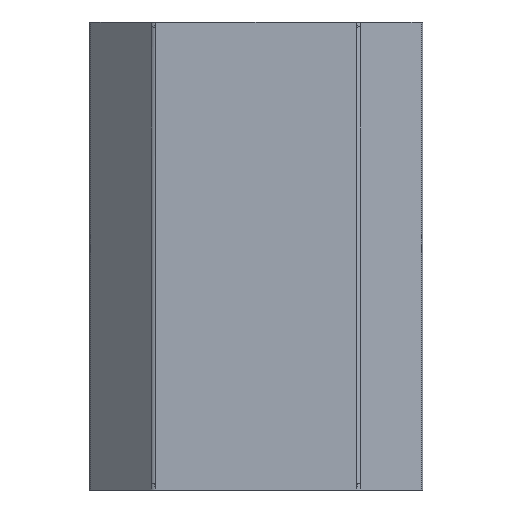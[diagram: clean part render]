
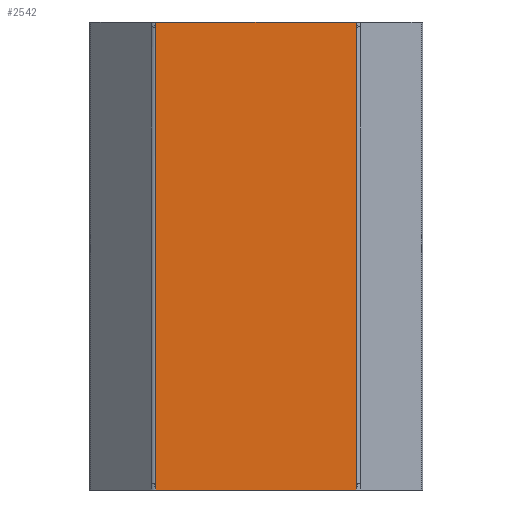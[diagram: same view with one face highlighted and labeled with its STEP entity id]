
A CAD part, front view. The second image highlights one B-rep face of the part: STEP entity #2542.
In plain terms, the highlighted planar face has unit normal (0, -1, 0).
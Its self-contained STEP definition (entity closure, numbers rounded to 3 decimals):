
#235=PLANE('',#2767);
#404=FACE_OUTER_BOUND('',#549,.T.);
#549=EDGE_LOOP('',(#2391,#2392,#2393,#2394,#2395,#2396,#2397,#2398));
#609=LINE('',#3690,#841);
#636=LINE('',#3754,#868);
#654=LINE('',#3832,#886);
#666=LINE('',#3949,#898);
#682=LINE('',#4176,#914);
#685=LINE('',#4182,#917);
#782=LINE('',#4488,#1014);
#783=LINE('',#4490,#1015);
#841=VECTOR('',#2947,10.);
#868=VECTOR('',#2996,10.);
#886=VECTOR('',#3034,10.);
#898=VECTOR('',#3070,10.);
#914=VECTOR('',#3110,10.);
#917=VECTOR('',#3117,10.);
#1014=VECTOR('',#3400,10.);
#1015=VECTOR('',#3403,10.);
#1166=VERTEX_POINT('',#3688);
#1167=VERTEX_POINT('',#3689);
#1193=VERTEX_POINT('',#3753);
#1213=VERTEX_POINT('',#3831);
#1227=VERTEX_POINT('',#3919);
#1229=VERTEX_POINT('',#3947);
#1247=VERTEX_POINT('',#4126);
#1248=VERTEX_POINT('',#4174);
#1430=EDGE_CURVE('',#1166,#1167,#609,.T.);
#1462=EDGE_CURVE('',#1193,#1166,#636,.T.);
#1488=EDGE_CURVE('',#1193,#1213,#654,.T.);
#1512=EDGE_CURVE('',#1229,#1227,#666,.T.);
#1545=EDGE_CURVE('',#1248,#1229,#682,.T.);
#1549=EDGE_CURVE('',#1248,#1247,#685,.T.);
#1687=EDGE_CURVE('',#1167,#1227,#782,.T.);
#1688=EDGE_CURVE('',#1213,#1247,#783,.T.);
#2391=ORIENTED_EDGE('',*,*,#1512,.F.);
#2392=ORIENTED_EDGE('',*,*,#1545,.F.);
#2393=ORIENTED_EDGE('',*,*,#1549,.T.);
#2394=ORIENTED_EDGE('',*,*,#1688,.F.);
#2395=ORIENTED_EDGE('',*,*,#1488,.F.);
#2396=ORIENTED_EDGE('',*,*,#1462,.T.);
#2397=ORIENTED_EDGE('',*,*,#1430,.T.);
#2398=ORIENTED_EDGE('',*,*,#1687,.T.);
#2542=ADVANCED_FACE('',(#404),#235,.T.);
#2767=AXIS2_PLACEMENT_3D('',#4489,#3401,#3402);
#2947=DIRECTION('',(0.,0.,1.));
#2996=DIRECTION('',(1.,0.,0.));
#3034=DIRECTION('',(0.,0.,1.));
#3070=DIRECTION('',(0.,0.,-1.));
#3110=DIRECTION('',(1.,0.,0.));
#3117=DIRECTION('',(0.,0.,-1.));
#3400=DIRECTION('',(0.,0.,1.));
#3401=DIRECTION('center_axis',(0.,-1.,0.));
#3402=DIRECTION('ref_axis',(0.,0.,-1.));
#3403=DIRECTION('',(0.,0.,1.));
#3688=CARTESIAN_POINT('',(32.086,-21.,-75.));
#3689=CARTESIAN_POINT('',(32.086,-21.,-73.));
#3690=CARTESIAN_POINT('',(32.086,-21.,-75.));
#3753=CARTESIAN_POINT('',(-32.086,-21.,-75.));
#3754=CARTESIAN_POINT('',(-32.086,-21.,-75.));
#3831=CARTESIAN_POINT('',(-32.086,-21.,-73.));
#3832=CARTESIAN_POINT('',(-32.086,-21.,-75.));
#3919=CARTESIAN_POINT('',(32.086,-21.,73.));
#3947=CARTESIAN_POINT('',(32.086,-21.,75.));
#3949=CARTESIAN_POINT('',(32.086,-21.,75.));
#4126=CARTESIAN_POINT('',(-32.086,-21.,73.));
#4174=CARTESIAN_POINT('',(-32.086,-21.,75.));
#4176=CARTESIAN_POINT('',(-32.086,-21.,75.));
#4182=CARTESIAN_POINT('',(-32.086,-21.,75.));
#4488=CARTESIAN_POINT('',(32.086,-21.,-73.));
#4489=CARTESIAN_POINT('Origin',(32.086,-21.,-73.));
#4490=CARTESIAN_POINT('',(-32.086,-21.,-73.));
